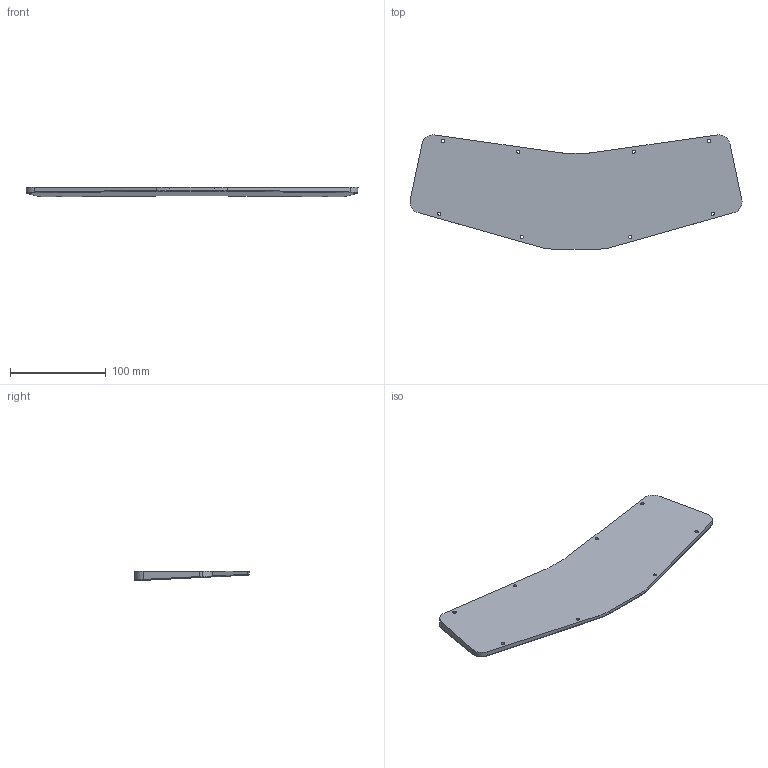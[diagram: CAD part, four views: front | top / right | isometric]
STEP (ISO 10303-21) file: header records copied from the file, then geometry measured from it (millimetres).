
FILE_DESCRIPTION (( 'STEP AP203' ), '1' );
FILE_NAME ('case_bottom.STEP', '2024-10-05T12:37:30', ( '' ), ( '' ), 'SwSTEP 2.0', 'SolidWorks 2024', '' );
FILE_SCHEMA (( 'CONFIG_CONTROL_DESIGN' ));
Length unit declared in the file: millimetre
Products named in the file (1): case_bottom
Bounding box: 347.29 x 119.49 x 9.95 mm (x, y, z)
Volume: 222489.5 mm3; surface area: 69436.5 mm2
Topology: 1 solids, 1 shells, 78 faces, 188 edges, 120 vertices
Faces by surface type: cylinder 49, plane 18, bspline 11
Entity records: 2538 total; most frequent: CARTESIAN_POINT 697, ORIENTED_EDGE 376, DIRECTION 361, EDGE_CURVE 188, AXIS2_PLACEMENT_3D 144, VERTEX_POINT 120, EDGE_LOOP 102, ADVANCED_FACE 78
